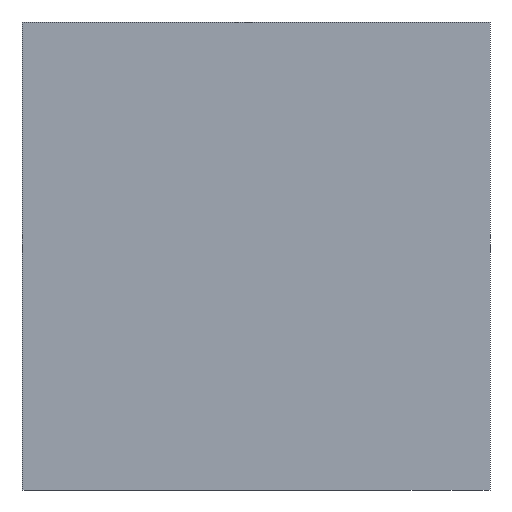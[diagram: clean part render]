
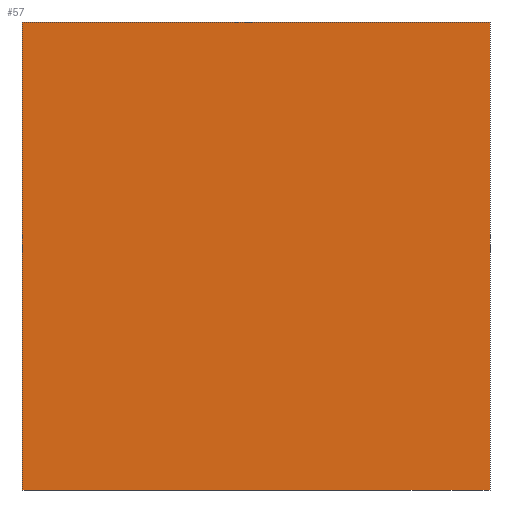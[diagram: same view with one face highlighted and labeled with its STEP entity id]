
A CAD part, front view. The second image highlights one B-rep face of the part: STEP entity #57.
In plain terms, the highlighted planar face has unit normal (0, -1, 0).
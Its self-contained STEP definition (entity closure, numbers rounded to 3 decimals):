
#6 = ORIENTED_EDGE ( 'NONE', *, *, #100, .F. ) ;
#14 = VECTOR ( 'NONE', #132, 1000. ) ;
#24 = LINE ( 'NONE', #113, #14 ) ;
#35 = AXIS2_PLACEMENT_3D ( 'NONE', #163, #145, #108 ) ;
#37 = PLANE ( 'NONE',  #35 ) ;
#38 = EDGE_CURVE ( 'NONE', #73, #180, #253, .T. ) ;
#39 = VECTOR ( 'NONE', #144, 1000. ) ;
#41 = DIRECTION ( 'NONE',  ( 0., 0., -1. ) ) ;
#54 = VECTOR ( 'NONE', #129, 1000. ) ;
#56 = CARTESIAN_POINT ( 'NONE',  ( -15., -15., 0. ) ) ;
#57 = ADVANCED_FACE ( 'NONE', ( #130 ), #37, .F. ) ;
#73 = VERTEX_POINT ( 'NONE', #188 ) ;
#77 = VECTOR ( 'NONE', #41, 1000. ) ;
#88 = VERTEX_POINT ( 'NONE', #237 ) ;
#89 = LINE ( 'NONE', #179, #39 ) ;
#98 = LINE ( 'NONE', #170, #77 ) ;
#100 = EDGE_CURVE ( 'NONE', #221, #88, #24, .T. ) ;
#108 = DIRECTION ( 'NONE',  ( 0., 0., 1. ) ) ;
#113 = CARTESIAN_POINT ( 'NONE',  ( -15., -15., 30. ) ) ;
#126 = EDGE_LOOP ( 'NONE', ( #211, #197, #6, #213 ) ) ;
#129 = DIRECTION ( 'NONE',  ( 1., 0., 0. ) ) ;
#130 = FACE_OUTER_BOUND ( 'NONE', #126, .T. ) ;
#132 = DIRECTION ( 'NONE',  ( 1., 0., 0. ) ) ;
#144 = DIRECTION ( 'NONE',  ( 0., 0., -1. ) ) ;
#145 = DIRECTION ( 'NONE',  ( 0., 1., 0. ) ) ;
#163 = CARTESIAN_POINT ( 'NONE',  ( -15., -15., 30. ) ) ;
#170 = CARTESIAN_POINT ( 'NONE',  ( 15., -15., 30. ) ) ;
#173 = EDGE_CURVE ( 'NONE', #88, #180, #98, .T. ) ;
#179 = CARTESIAN_POINT ( 'NONE',  ( -15., -15., 30. ) ) ;
#180 = VERTEX_POINT ( 'NONE', #203 ) ;
#182 = CARTESIAN_POINT ( 'NONE',  ( -15., -15., 30. ) ) ;
#188 = CARTESIAN_POINT ( 'NONE',  ( -15., -15., 0. ) ) ;
#197 = ORIENTED_EDGE ( 'NONE', *, *, #173, .F. ) ;
#203 = CARTESIAN_POINT ( 'NONE',  ( 15., -15., 0. ) ) ;
#211 = ORIENTED_EDGE ( 'NONE', *, *, #38, .T. ) ;
#213 = ORIENTED_EDGE ( 'NONE', *, *, #219, .T. ) ;
#219 = EDGE_CURVE ( 'NONE', #221, #73, #89, .T. ) ;
#221 = VERTEX_POINT ( 'NONE', #182 ) ;
#237 = CARTESIAN_POINT ( 'NONE',  ( 15., -15., 30. ) ) ;
#253 = LINE ( 'NONE', #56, #54 ) ;
